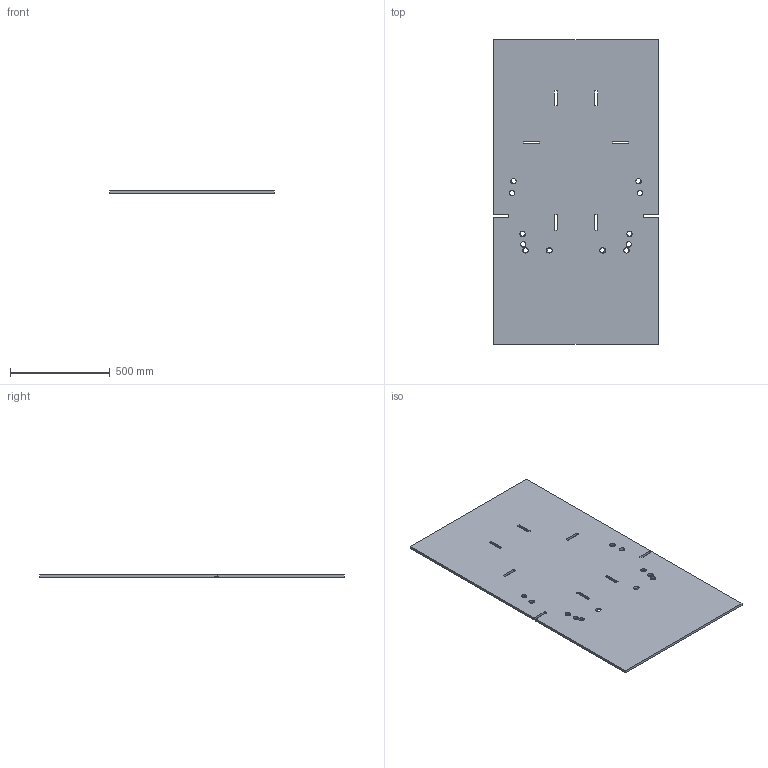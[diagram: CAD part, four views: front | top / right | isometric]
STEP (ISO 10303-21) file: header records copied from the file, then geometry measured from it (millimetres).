
FILE_DESCRIPTION (( 'STEP AP214' ), '1' );
FILE_NAME ('Blue_9.STEP', '2024-03-26T22:48:49', ( '' ), ( '' ), 'SwSTEP 2.0', 'SolidWorks 2024', '' );
FILE_SCHEMA (( 'AUTOMOTIVE_DESIGN' ));
Length unit declared in the file: inch
Products named in the file (1): Blue_9
Bounding box: 825.5 x 1524 x 12.7 mm (x, y, z)
Volume: 15777671 mm3; surface area: 2574966.1 mm2
Topology: 1 solids, 1 shells, 94 faces, 276 edges, 184 vertices
Faces by surface type: cylinder 56, plane 38
Entity records: 3223 total; most frequent: CARTESIAN_POINT 699, ORIENTED_EDGE 552, DIRECTION 482, EDGE_CURVE 276, VERTEX_POINT 184, LINE 164, VECTOR 164, AXIS2_PLACEMENT_3D 159
